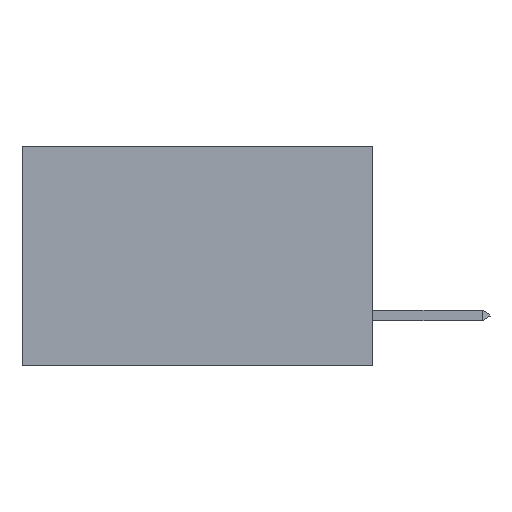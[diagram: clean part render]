
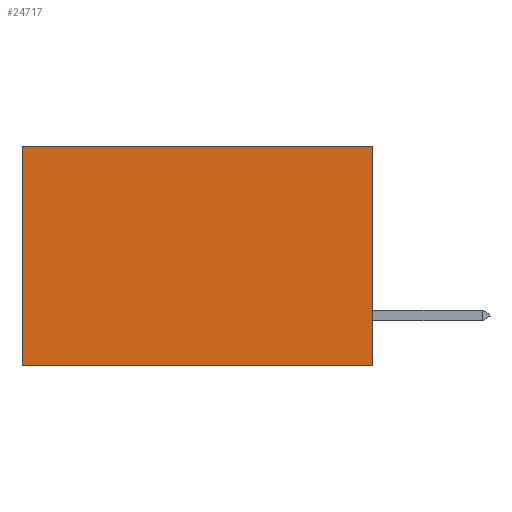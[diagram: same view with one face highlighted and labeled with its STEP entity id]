
A CAD part, left-side view. The second image highlights one B-rep face of the part: STEP entity #24717.
In plain terms, the highlighted planar face has unit normal (-1, 0, 0).
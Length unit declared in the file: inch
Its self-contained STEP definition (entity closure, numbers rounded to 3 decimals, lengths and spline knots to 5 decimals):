
#354 = VECTOR ( 'NONE', #3353, 39.37008 ) ;
#1694 = VECTOR ( 'NONE', #13785, 39.37008 ) ;
#1757 = DIRECTION ( 'NONE',  ( 0., 0., -1. ) ) ;
#1785 = EDGE_LOOP ( 'NONE', ( #18275, #14551, #3380, #5743 ) ) ;
#2074 = VECTOR ( 'NONE', #20690, 39.37008 ) ;
#2557 = VERTEX_POINT ( 'NONE', #4605 ) ;
#3353 = DIRECTION ( 'NONE',  ( 0., 1., 0. ) ) ;
#3380 = ORIENTED_EDGE ( 'NONE', *, *, #10279, .F. ) ;
#4605 = CARTESIAN_POINT ( 'NONE',  ( 0.277, 0., -0.37 ) ) ;
#5743 = ORIENTED_EDGE ( 'NONE', *, *, #16819, .T. ) ;
#7279 = CARTESIAN_POINT ( 'NONE',  ( 0.277, 0., -0.37 ) ) ;
#7312 = EDGE_CURVE ( 'NONE', #8215, #11919, #8428, .T. ) ;
#7633 = VECTOR ( 'NONE', #26196, 39.37008 ) ;
#7693 = FACE_OUTER_BOUND ( 'NONE', #1785, .T. ) ;
#7852 = CARTESIAN_POINT ( 'NONE',  ( 0.277, 0.59, 0. ) ) ;
#8215 = VERTEX_POINT ( 'NONE', #7852 ) ;
#8301 = LINE ( 'NONE', #9055, #7633 ) ;
#8428 = LINE ( 'NONE', #18799, #2074 ) ;
#9055 = CARTESIAN_POINT ( 'NONE',  ( 0.277, 0., -0.37 ) ) ;
#10279 = EDGE_CURVE ( 'NONE', #16841, #2557, #13138, .T. ) ;
#11893 = CARTESIAN_POINT ( 'NONE',  ( 0.277, 0., 0. ) ) ;
#11919 = VERTEX_POINT ( 'NONE', #12975 ) ;
#12445 = CARTESIAN_POINT ( 'NONE',  ( 0.277, 0., -0.37 ) ) ;
#12975 = CARTESIAN_POINT ( 'NONE',  ( 0.277, 0.59, -0.37 ) ) ;
#13138 = LINE ( 'NONE', #7279, #1694 ) ;
#13785 = DIRECTION ( 'NONE',  ( 0., 0., -1. ) ) ;
#14551 = ORIENTED_EDGE ( 'NONE', *, *, #27041, .F. ) ;
#14623 = DIRECTION ( 'NONE',  ( 1., 0., 0. ) ) ;
#16187 = CARTESIAN_POINT ( 'NONE',  ( 0.277, 0., 0. ) ) ;
#16819 = EDGE_CURVE ( 'NONE', #16841, #8215, #18136, .T. ) ;
#16841 = VERTEX_POINT ( 'NONE', #16187 ) ;
#18136 = LINE ( 'NONE', #11893, #354 ) ;
#18275 = ORIENTED_EDGE ( 'NONE', *, *, #7312, .T. ) ;
#18799 = CARTESIAN_POINT ( 'NONE',  ( 0.277, 0.59, -0.37 ) ) ;
#20690 = DIRECTION ( 'NONE',  ( 0., 0., -1. ) ) ;
#20805 = AXIS2_PLACEMENT_3D ( 'NONE', #12445, #14623, #1757 ) ;
#24717 = ADVANCED_FACE ( 'NONE', ( #7693 ), #27409, .F. ) ;
#26196 = DIRECTION ( 'NONE',  ( 0., 1., 0. ) ) ;
#27041 = EDGE_CURVE ( 'NONE', #2557, #11919, #8301, .T. ) ;
#27409 = PLANE ( 'NONE',  #20805 ) ;
